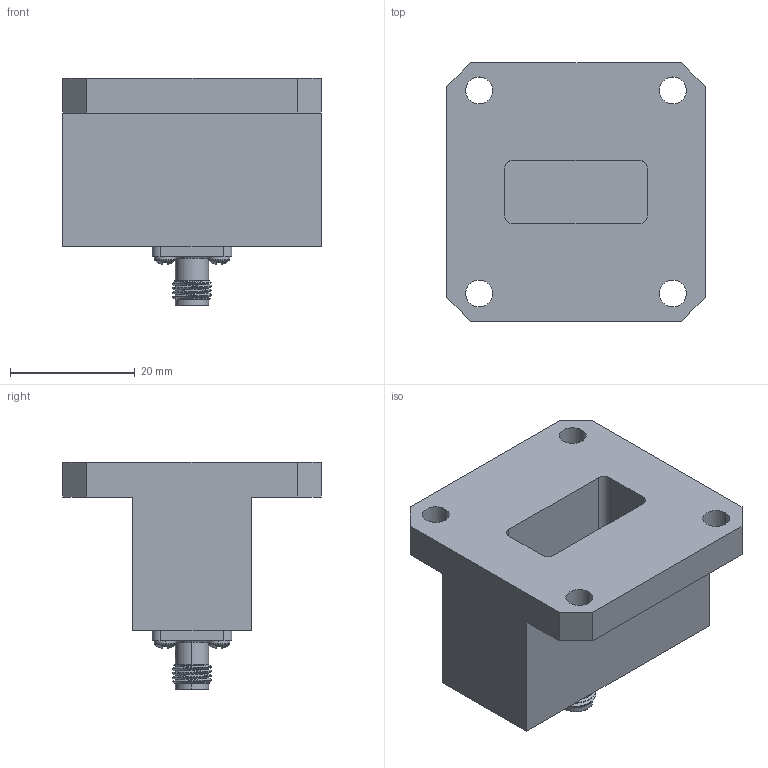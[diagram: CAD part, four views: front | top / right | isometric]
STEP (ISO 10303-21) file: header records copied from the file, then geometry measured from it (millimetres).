
FILE_DESCRIPTION (( 'STEP AP203' ), '1' );
FILE_NAME ('PE9848.step', '2019-04-10T19:11:21', ( '' ), ( '' ), 'SwSTEP 2.0', 'SolidWorks 2018', '' );
FILE_SCHEMA (( 'CONFIG_CONTROL_DESIGN' ));
Length unit declared in the file: inch
Products named in the file (1): PE9848
Bounding box: 41.4 x 41.4 x 36.5 mm (x, y, z)
Volume: 20459.4 mm3; surface area: 9211 mm2
Topology: 1 solids, 6 shells, 264 faces, 702 edges, 463 vertices
Faces by surface type: plane 108, cylinder 91, cone 32, bspline 31, torus 2
Entity records: 14515 total; most frequent: CARTESIAN_POINT 8339, ORIENTED_EDGE 1404, DIRECTION 1119, EDGE_CURVE 702, VERTEX_POINT 463, AXIS2_PLACEMENT_3D 424, EDGE_LOOP 295, VECTOR 271
